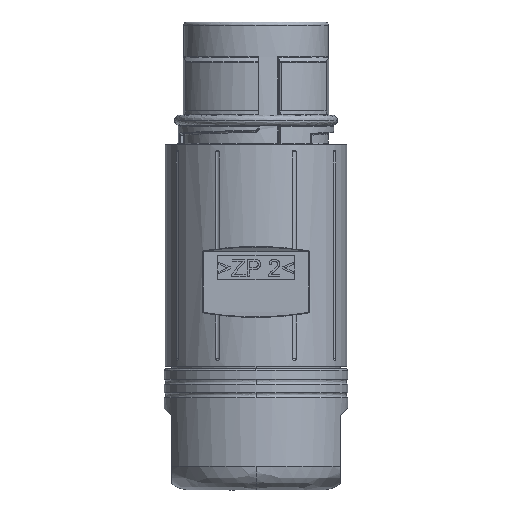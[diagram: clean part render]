
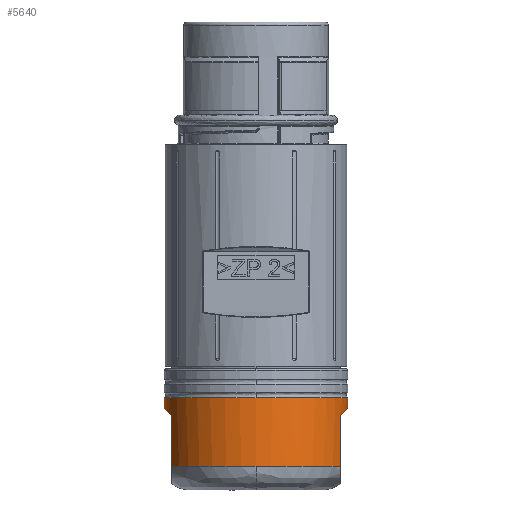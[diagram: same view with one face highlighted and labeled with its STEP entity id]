
A CAD part, front view. The second image highlights one B-rep face of the part: STEP entity #5640.
In plain terms, the highlighted cylindrical face has radius 13.6 mm (diameter 27.2 mm), a partial arc.
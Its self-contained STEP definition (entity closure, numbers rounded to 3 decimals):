
#140 = ORIENTED_EDGE ( 'NONE', *, *, #19816, .T. ) ;
#1929 = AXIS2_PLACEMENT_3D ( 'NONE', #47538, #14614, #22072 ) ;
#3111 = CARTESIAN_POINT ( 'NONE',  ( 12.681, -4.936, -27.696 ) ) ;
#3160 = CARTESIAN_POINT ( 'NONE',  ( 0., -13.6, -35.377 ) ) ;
#3471 = CARTESIAN_POINT ( 'NONE',  ( -13.476, -1.847, -26.901 ) ) ;
#4927 = EDGE_CURVE ( 'NONE', #12459, #19761, #13200, .T. ) ;
#5198 = CARTESIAN_POINT ( 'NONE',  ( 13.6, 0., -20.877 ) ) ;
#5266 = VECTOR ( 'NONE', #19890, 1000. ) ;
#5640 = ADVANCED_FACE ( 'NONE', ( #27006 ), #18861, .T. ) ;
#5739 = CARTESIAN_POINT ( 'NONE',  ( 12.5, -5.358, -20.877 ) ) ;
#5932 = DIRECTION ( 'NONE',  ( 0., -1., 0. ) ) ;
#6493 = VERTEX_POINT ( 'NONE', #36108 ) ;
#6623 = CARTESIAN_POINT ( 'NONE',  ( -13.34, -2.649, -27.037 ) ) ;
#7330 = B_SPLINE_CURVE_WITH_KNOTS ( 'NONE', 3,
 ( #31743, #3111, #46395, #10571, #13956, #43275, #35840, #17555, #47112, #10327, #24290, #28864, #25015 ),
 .UNSPECIFIED., .F., .F.,
 ( 4, 2, 2, 1, 2, 2, 4 ),
 ( 0., 0.125, 0.188, 0.219, 0.234, 0.25, 0.5 ),
 .UNSPECIFIED. ) ;
#7873 = DIRECTION ( 'NONE',  ( -1., 0., 0. ) ) ;
#8085 = CIRCLE ( 'NONE', #1929, 13.6 ) ;
#8346 = VERTEX_POINT ( 'NONE', #9355 ) ;
#8884 = VERTEX_POINT ( 'NONE', #15262 ) ;
#9355 = CARTESIAN_POINT ( 'NONE',  ( 0., -13.6, -25.206 ) ) ;
#10327 = CARTESIAN_POINT ( 'NONE',  ( 13.305, -2.82, -27.072 ) ) ;
#10571 = CARTESIAN_POINT ( 'NONE',  ( 13.043, -3.858, -27.333 ) ) ;
#10677 = EDGE_LOOP ( 'NONE', ( #22030, #38640, #25517, #37718, #36901, #16843, #38603, #38301, #37426, #140 ) ) ;
#12324 = DIRECTION ( 'NONE',  ( -1., 0., 0. ) ) ;
#12459 = VERTEX_POINT ( 'NONE', #45529 ) ;
#12926 = VERTEX_POINT ( 'NONE', #40237 ) ;
#13200 = LINE ( 'NONE', #5739, #34225 ) ;
#13528 = CIRCLE ( 'NONE', #46486, 13.6 ) ;
#13956 = CARTESIAN_POINT ( 'NONE',  ( 13.106, -3.64, -27.271 ) ) ;
#14332 = CARTESIAN_POINT ( 'NONE',  ( -13.328, -2.708, -27.049 ) ) ;
#14438 = EDGE_CURVE ( 'NONE', #16493, #34345, #16055, .T. ) ;
#14614 = DIRECTION ( 'NONE',  ( 0., 0., 1. ) ) ;
#15262 = CARTESIAN_POINT ( 'NONE',  ( -12.5, -5.358, -35.377 ) ) ;
#16055 = LINE ( 'NONE', #5198, #5266 ) ;
#16339 = VERTEX_POINT ( 'NONE', #42939 ) ;
#16493 = VERTEX_POINT ( 'NONE', #38321 ) ;
#16843 = ORIENTED_EDGE ( 'NONE', *, *, #31740, .T. ) ;
#16868 = DIRECTION ( 'NONE',  ( 0., 0., -1. ) ) ;
#17555 = CARTESIAN_POINT ( 'NONE',  ( 13.269, -2.983, -27.108 ) ) ;
#17870 = EDGE_CURVE ( 'NONE', #8346, #6493, #22529, .T. ) ;
#18790 = B_SPLINE_CURVE_WITH_KNOTS ( 'NONE', 3,
 ( #28508, #40038, #32128, #24897, #3471, #43161, #39575, #32361, #6623, #14332, #35959, #46994, #43402 ),
 .UNSPECIFIED., .F., .F.,
 ( 4, 2, 2, 1, 2, 2, 4 ),
 ( 0.5, 0.625, 0.687, 0.719, 0.734, 0.75, 1. ),
 .UNSPECIFIED. ) ;
#18861 = CYLINDRICAL_SURFACE ( 'NONE', #33371, 13.6 ) ;
#18862 = VECTOR ( 'NONE', #41442, 1000. ) ;
#19761 = VERTEX_POINT ( 'NONE', #21170 ) ;
#19764 = DIRECTION ( 'NONE',  ( 0., -1., 0. ) ) ;
#19816 = EDGE_CURVE ( 'NONE', #19761, #34345, #7330, .T. ) ;
#19890 = DIRECTION ( 'NONE',  ( 0., 0., -1. ) ) ;
#20610 = CARTESIAN_POINT ( 'NONE',  ( 0., 0., -25.206 ) ) ;
#21170 = CARTESIAN_POINT ( 'NONE',  ( 12.5, -5.358, -27.877 ) ) ;
#21577 = EDGE_CURVE ( 'NONE', #8884, #23822, #8085, .T. ) ;
#22030 = ORIENTED_EDGE ( 'NONE', *, *, #14438, .F. ) ;
#22072 = DIRECTION ( 'NONE',  ( -1., 0., 0. ) ) ;
#22309 = DIRECTION ( 'NONE',  ( 0., 0., -1. ) ) ;
#22529 = CIRCLE ( 'NONE', #36361, 13.6 ) ;
#23822 = VERTEX_POINT ( 'NONE', #3160 ) ;
#24290 = CARTESIAN_POINT ( 'NONE',  ( 13.505, -1.852, -26.871 ) ) ;
#24897 = CARTESIAN_POINT ( 'NONE',  ( -13.506, -1.617, -26.871 ) ) ;
#25015 = CARTESIAN_POINT ( 'NONE',  ( 13.6, 0., -26.777 ) ) ;
#25517 = ORIENTED_EDGE ( 'NONE', *, *, #17870, .T. ) ;
#25551 = EDGE_CURVE ( 'NONE', #16339, #12926, #18790, .T. ) ;
#26178 = DIRECTION ( 'NONE',  ( 0., 0., 1. ) ) ;
#26798 = CARTESIAN_POINT ( 'NONE',  ( -13.6, 0., -20.877 ) ) ;
#27006 = FACE_OUTER_BOUND ( 'NONE', #10677, .T. ) ;
#27118 = DIRECTION ( 'NONE',  ( 0., 0., -1. ) ) ;
#27884 = DIRECTION ( 'NONE',  ( 0., 0., 1. ) ) ;
#28475 = CARTESIAN_POINT ( 'NONE',  ( 13.6, 0., -26.777 ) ) ;
#28508 = CARTESIAN_POINT ( 'NONE',  ( -13.6, 0., -26.777 ) ) ;
#28864 = CARTESIAN_POINT ( 'NONE',  ( 13.6, -0.924, -26.777 ) ) ;
#28925 = EDGE_CURVE ( 'NONE', #16493, #8346, #31630, .T. ) ;
#29529 = LINE ( 'NONE', #33383, #43224 ) ;
#30406 = LINE ( 'NONE', #26798, #18862 ) ;
#31630 = CIRCLE ( 'NONE', #35435, 13.6 ) ;
#31740 = EDGE_CURVE ( 'NONE', #12926, #8884, #29529, .T. ) ;
#31743 = CARTESIAN_POINT ( 'NONE',  ( 12.5, -5.358, -27.877 ) ) ;
#32128 = CARTESIAN_POINT ( 'NONE',  ( -13.576, -0.925, -26.8 ) ) ;
#32361 = CARTESIAN_POINT ( 'NONE',  ( -13.362, -2.535, -27.015 ) ) ;
#33371 = AXIS2_PLACEMENT_3D ( 'NONE', #41655, #34234, #12324 ) ;
#33383 = CARTESIAN_POINT ( 'NONE',  ( -12.5, -5.358, -20.877 ) ) ;
#34225 = VECTOR ( 'NONE', #27884, 1000. ) ;
#34234 = DIRECTION ( 'NONE',  ( 0., 0., -1. ) ) ;
#34345 = VERTEX_POINT ( 'NONE', #28475 ) ;
#34908 = CARTESIAN_POINT ( 'NONE',  ( 0., 0., -25.206 ) ) ;
#35435 = AXIS2_PLACEMENT_3D ( 'NONE', #20610, #27118, #5932 ) ;
#35840 = CARTESIAN_POINT ( 'NONE',  ( 13.232, -3.147, -27.145 ) ) ;
#35959 = CARTESIAN_POINT ( 'NONE',  ( -13.134, -3.643, -27.243 ) ) ;
#36108 = CARTESIAN_POINT ( 'NONE',  ( -13.6, 0., -25.206 ) ) ;
#36361 = AXIS2_PLACEMENT_3D ( 'NONE', #34908, #16868, #19764 ) ;
#36901 = ORIENTED_EDGE ( 'NONE', *, *, #25551, .T. ) ;
#37426 = ORIENTED_EDGE ( 'NONE', *, *, #4927, .T. ) ;
#37718 = ORIENTED_EDGE ( 'NONE', *, *, #45441, .T. ) ;
#38301 = ORIENTED_EDGE ( 'NONE', *, *, #46244, .T. ) ;
#38321 = CARTESIAN_POINT ( 'NONE',  ( 13.6, 0., -25.206 ) ) ;
#38603 = ORIENTED_EDGE ( 'NONE', *, *, #21577, .T. ) ;
#38640 = ORIENTED_EDGE ( 'NONE', *, *, #28925, .T. ) ;
#39575 = CARTESIAN_POINT ( 'NONE',  ( -13.394, -2.363, -26.983 ) ) ;
#40038 = CARTESIAN_POINT ( 'NONE',  ( -13.6, -0.462, -26.777 ) ) ;
#40237 = CARTESIAN_POINT ( 'NONE',  ( -12.5, -5.358, -27.877 ) ) ;
#40813 = CARTESIAN_POINT ( 'NONE',  ( 0., 0., -35.377 ) ) ;
#41442 = DIRECTION ( 'NONE',  ( 0., 0., -1. ) ) ;
#41655 = CARTESIAN_POINT ( 'NONE',  ( 0., 0., -20.877 ) ) ;
#42939 = CARTESIAN_POINT ( 'NONE',  ( -13.6, 0., -26.777 ) ) ;
#43161 = CARTESIAN_POINT ( 'NONE',  ( -13.423, -2.191, -26.954 ) ) ;
#43224 = VECTOR ( 'NONE', #22309, 1000. ) ;
#43275 = CARTESIAN_POINT ( 'NONE',  ( 13.191, -3.312, -27.186 ) ) ;
#43402 = CARTESIAN_POINT ( 'NONE',  ( -12.5, -5.358, -27.877 ) ) ;
#45441 = EDGE_CURVE ( 'NONE', #6493, #16339, #30406, .T. ) ;
#45529 = CARTESIAN_POINT ( 'NONE',  ( 12.5, -5.358, -35.377 ) ) ;
#46244 = EDGE_CURVE ( 'NONE', #23822, #12459, #13528, .T. ) ;
#46395 = CARTESIAN_POINT ( 'NONE',  ( 12.839, -4.508, -27.538 ) ) ;
#46486 = AXIS2_PLACEMENT_3D ( 'NONE', #40813, #26178, #7873 ) ;
#46994 = CARTESIAN_POINT ( 'NONE',  ( -12.862, -4.514, -27.515 ) ) ;
#47112 = CARTESIAN_POINT ( 'NONE',  ( 13.293, -2.873, -27.084 ) ) ;
#47538 = CARTESIAN_POINT ( 'NONE',  ( 0., 0., -35.377 ) ) ;
